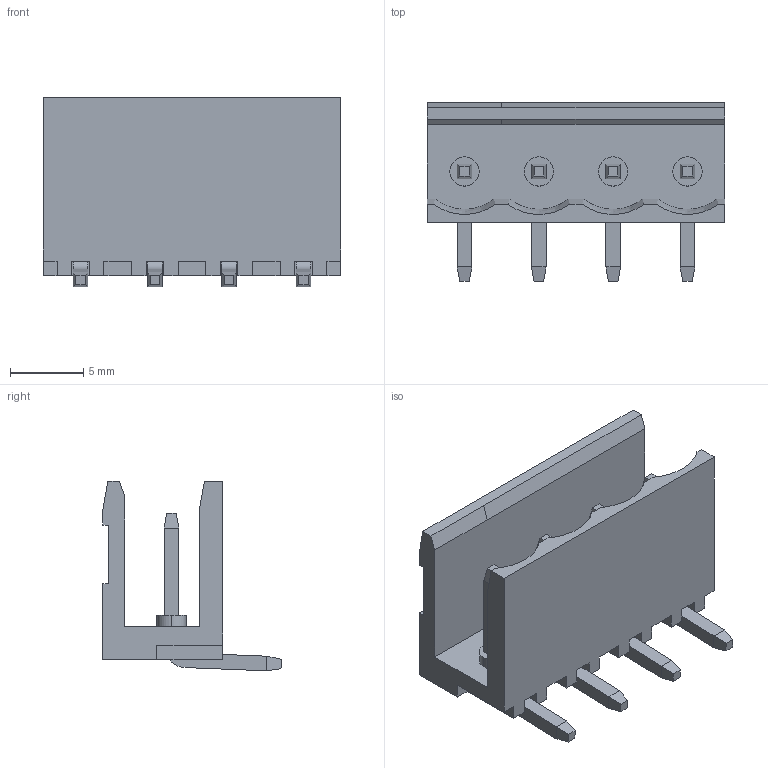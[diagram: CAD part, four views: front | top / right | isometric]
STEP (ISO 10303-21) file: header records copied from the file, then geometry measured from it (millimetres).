
FILE_DESCRIPTION (( 'STEP AP214' ), '1' );
FILE_NAME ('2EDG128 5.08 4P.STEP', '2014-01-04T06:52:47', ( '' ), ( '' ), 'SwSTEP 2.0', 'SolidWorks 2012', '' );
FILE_SCHEMA (( 'AUTOMOTIVE_DESIGN' ));
Length unit declared in the file: millimetre
Products named in the file (1): 2EDG128 5.08 4P
Bounding box: 20.32 x 12.21 x 12.96 mm (x, y, z)
Volume: 862.5 mm3; surface area: 1725.7 mm2
Topology: 1 solids, 1 shells, 186 faces, 464 edges, 296 vertices
Faces by surface type: plane 162, cylinder 20, cone 4
Entity records: 6378 total; most frequent: CARTESIAN_POINT 971, ORIENTED_EDGE 928, DIRECTION 874, EDGE_CURVE 464, LINE 412, VECTOR 412, VERTEX_POINT 296, AXIS2_PLACEMENT_3D 231
